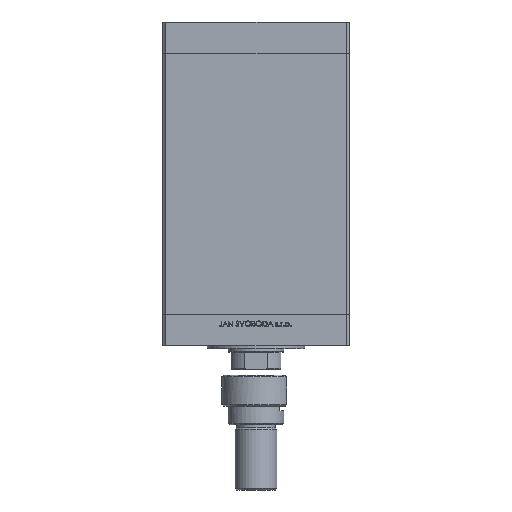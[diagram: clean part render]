
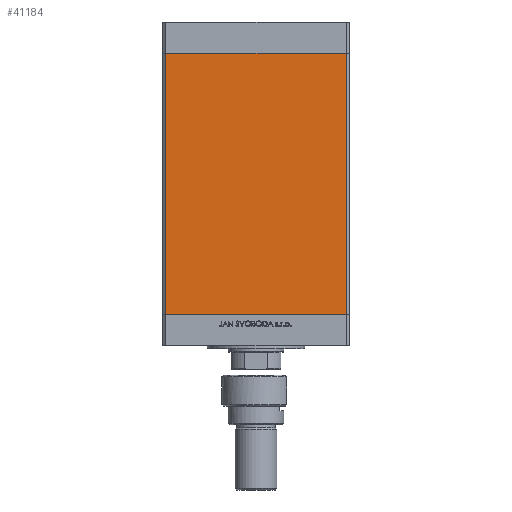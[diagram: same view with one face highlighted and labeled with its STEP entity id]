
A CAD part, front view. The second image highlights one B-rep face of the part: STEP entity #41184.
In plain terms, the highlighted planar face has unit normal (0, -1, 0).
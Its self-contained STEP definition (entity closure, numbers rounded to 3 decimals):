
#2176 = LINE ( 'NONE', #17692, #19691 ) ;
#3596 = CARTESIAN_POINT ( 'NONE',  ( 58., -51., 0. ) ) ;
#3599 = VERTEX_POINT ( 'NONE', #45178 ) ;
#3694 = LINE ( 'NONE', #5189, #48280 ) ;
#4221 = CARTESIAN_POINT ( 'NONE',  ( -58., -51., 168.5 ) ) ;
#5189 = CARTESIAN_POINT ( 'NONE',  ( 58., -51., 168.5 ) ) ;
#8317 = DIRECTION ( 'NONE',  ( 1., 0., 0. ) ) ;
#10047 = DIRECTION ( 'NONE',  ( 0., 0., -1. ) ) ;
#11417 = EDGE_CURVE ( 'NONE', #29722, #32750, #3694, .T. ) ;
#13162 = VECTOR ( 'NONE', #8317, 1000. ) ;
#14098 = LINE ( 'NONE', #36276, #24830 ) ;
#16376 = ORIENTED_EDGE ( 'NONE', *, *, #31887, .F. ) ;
#16394 = DIRECTION ( 'NONE',  ( 0., 0., -1. ) ) ;
#17692 = CARTESIAN_POINT ( 'NONE',  ( -58., -51., 168.5 ) ) ;
#18259 = EDGE_CURVE ( 'NONE', #3599, #32750, #14098, .T. ) ;
#19691 = VECTOR ( 'NONE', #10047, 1000. ) ;
#20310 = CARTESIAN_POINT ( 'NONE',  ( 58., -51., 168.5 ) ) ;
#22859 = VERTEX_POINT ( 'NONE', #4221 ) ;
#23985 = EDGE_LOOP ( 'NONE', ( #49593, #39271, #16376, #35755 ) ) ;
#24337 = CARTESIAN_POINT ( 'NONE',  ( -58., -51., 168.5 ) ) ;
#24830 = VECTOR ( 'NONE', #32948, 1000. ) ;
#27033 = CARTESIAN_POINT ( 'NONE',  ( -58., -51., 168.5 ) ) ;
#29722 = VERTEX_POINT ( 'NONE', #20310 ) ;
#31370 = DIRECTION ( 'NONE',  ( 0., 0., 1. ) ) ;
#31875 = DIRECTION ( 'NONE',  ( 0., 1., 0. ) ) ;
#31887 = EDGE_CURVE ( 'NONE', #22859, #29722, #43690, .T. ) ;
#32053 = AXIS2_PLACEMENT_3D ( 'NONE', #27033, #31875, #31370 ) ;
#32750 = VERTEX_POINT ( 'NONE', #3596 ) ;
#32948 = DIRECTION ( 'NONE',  ( 1., 0., 0. ) ) ;
#33422 = EDGE_CURVE ( 'NONE', #22859, #3599, #2176, .T. ) ;
#35755 = ORIENTED_EDGE ( 'NONE', *, *, #33422, .T. ) ;
#36276 = CARTESIAN_POINT ( 'NONE',  ( -58., -51., 0. ) ) ;
#39271 = ORIENTED_EDGE ( 'NONE', *, *, #11417, .F. ) ;
#39776 = FACE_OUTER_BOUND ( 'NONE', #23985, .T. ) ;
#41184 = ADVANCED_FACE ( 'NONE', ( #39776 ), #46652, .F. ) ;
#43690 = LINE ( 'NONE', #24337, #13162 ) ;
#45178 = CARTESIAN_POINT ( 'NONE',  ( -58., -51., 0. ) ) ;
#46652 = PLANE ( 'NONE',  #32053 ) ;
#48280 = VECTOR ( 'NONE', #16394, 1000. ) ;
#49593 = ORIENTED_EDGE ( 'NONE', *, *, #18259, .T. ) ;
